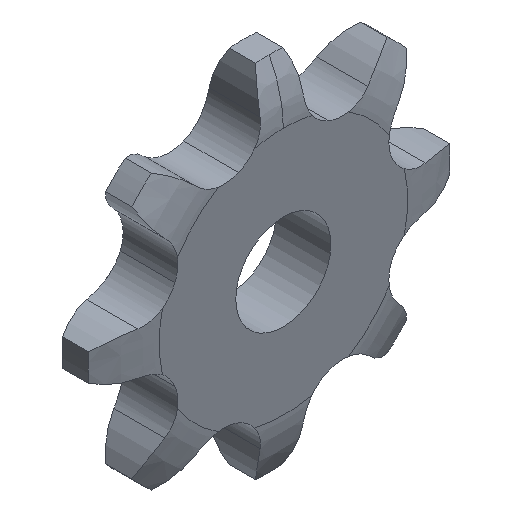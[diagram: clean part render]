
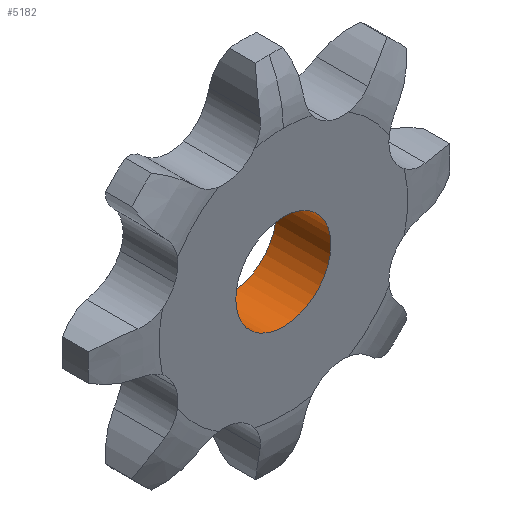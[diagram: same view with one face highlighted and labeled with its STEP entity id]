
A CAD part, isometric view. The second image highlights one B-rep face of the part: STEP entity #5182.
In plain terms, the highlighted cylindrical face has radius 2 mm (diameter 4 mm), a full revolution.
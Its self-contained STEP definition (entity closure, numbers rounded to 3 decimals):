
#45 = PLANE('',#46);
#46 = AXIS2_PLACEMENT_3D('',#47,#48,#49);
#47 = CARTESIAN_POINT('',(0.,0.,
    0.));
#48 = DIRECTION('',(0.,1.,0.));
#49 = DIRECTION('',(0.,0.,-1.));
#224 = PLANE('',#225);
#225 = AXIS2_PLACEMENT_3D('',#226,#227,#228);
#226 = CARTESIAN_POINT('',(0.,-2.3,0.));
#227 = DIRECTION('',(0.,-1.,0.));
#228 = DIRECTION('',(0.,0.,1.));
#1080 = EDGE_CURVE('',#1081,#1081,#1083,.T.);
#1081 = VERTEX_POINT('',#1082);
#1082 = CARTESIAN_POINT('',(2.,0.,0.));
#1083 = SURFACE_CURVE('',#1084,(#1089,#1100),.PCURVE_S1.);
#1084 = CIRCLE('',#1085,2.);
#1085 = AXIS2_PLACEMENT_3D('',#1086,#1087,#1088);
#1086 = CARTESIAN_POINT('',(0.,0.,0.));
#1087 = DIRECTION('',(0.,-1.,0.));
#1088 = DIRECTION('',(1.,0.,0.));
#1089 = PCURVE('',#45,#1090);
#1090 = DEFINITIONAL_REPRESENTATION('',(#1091),#1099);
#1091 = ( BOUNDED_CURVE() B_SPLINE_CURVE(2,(#1092,#1093,#1094,#1095,
#1096,#1097,#1098),.UNSPECIFIED.,.T.,.F.) B_SPLINE_CURVE_WITH_KNOTS((1,2
    ,2,2,2,1),(-2.094,0.,2.094,4.189,
6.283,8.378),.UNSPECIFIED.) CURVE() 
GEOMETRIC_REPRESENTATION_ITEM() RATIONAL_B_SPLINE_CURVE((1.,0.5,1.,0.5,
1.,0.5,1.)) REPRESENTATION_ITEM('') );
#1092 = CARTESIAN_POINT('',(0.,-2.));
#1093 = CARTESIAN_POINT('',(-3.464,-2.));
#1094 = CARTESIAN_POINT('',(-1.732,1.));
#1095 = CARTESIAN_POINT('',(0.,4.));
#1096 = CARTESIAN_POINT('',(1.732,1.));
#1097 = CARTESIAN_POINT('',(3.464,-2.));
#1098 = CARTESIAN_POINT('',(0.,-2.));
#1099 = ( GEOMETRIC_REPRESENTATION_CONTEXT(2) 
PARAMETRIC_REPRESENTATION_CONTEXT() REPRESENTATION_CONTEXT('2D SPACE',''
  ) );
#1100 = PCURVE('',#1101,#1106);
#1101 = CYLINDRICAL_SURFACE('',#1102,2.);
#1102 = AXIS2_PLACEMENT_3D('',#1103,#1104,#1105);
#1103 = CARTESIAN_POINT('',(0.,0.,0.));
#1104 = DIRECTION('',(0.,1.,0.));
#1105 = DIRECTION('',(1.,0.,0.));
#1106 = DEFINITIONAL_REPRESENTATION('',(#1107),#1111);
#1107 = LINE('',#1108,#1109);
#1108 = CARTESIAN_POINT('',(-0.,0.));
#1109 = VECTOR('',#1110,1.);
#1110 = DIRECTION('',(-1.,0.));
#1111 = ( GEOMETRIC_REPRESENTATION_CONTEXT(2) 
PARAMETRIC_REPRESENTATION_CONTEXT() REPRESENTATION_CONTEXT('2D SPACE',''
  ) );
#1897 = EDGE_CURVE('',#1898,#1898,#1900,.T.);
#1898 = VERTEX_POINT('',#1899);
#1899 = CARTESIAN_POINT('',(2.,-2.3,0.));
#1900 = SURFACE_CURVE('',#1901,(#1906,#1917),.PCURVE_S1.);
#1901 = CIRCLE('',#1902,2.);
#1902 = AXIS2_PLACEMENT_3D('',#1903,#1904,#1905);
#1903 = CARTESIAN_POINT('',(0.,-2.3,0.));
#1904 = DIRECTION('',(-0.,1.,0.));
#1905 = DIRECTION('',(1.,0.,0.));
#1906 = PCURVE('',#224,#1907);
#1907 = DEFINITIONAL_REPRESENTATION('',(#1908),#1916);
#1908 = ( BOUNDED_CURVE() B_SPLINE_CURVE(2,(#1909,#1910,#1911,#1912,
#1913,#1914,#1915),.UNSPECIFIED.,.T.,.F.) B_SPLINE_CURVE_WITH_KNOTS((1,2
    ,2,2,2,1),(-2.094,0.,2.094,4.189,
6.283,8.378),.UNSPECIFIED.) CURVE() 
GEOMETRIC_REPRESENTATION_ITEM() RATIONAL_B_SPLINE_CURVE((1.,0.5,1.,0.5,
1.,0.5,1.)) REPRESENTATION_ITEM('') );
#1909 = CARTESIAN_POINT('',(0.,-2.));
#1910 = CARTESIAN_POINT('',(-3.464,-2.));
#1911 = CARTESIAN_POINT('',(-1.732,1.));
#1912 = CARTESIAN_POINT('',(0.,4.));
#1913 = CARTESIAN_POINT('',(1.732,1.));
#1914 = CARTESIAN_POINT('',(3.464,-2.));
#1915 = CARTESIAN_POINT('',(0.,-2.));
#1916 = ( GEOMETRIC_REPRESENTATION_CONTEXT(2) 
PARAMETRIC_REPRESENTATION_CONTEXT() REPRESENTATION_CONTEXT('2D SPACE',''
  ) );
#1917 = PCURVE('',#1101,#1918);
#1918 = DEFINITIONAL_REPRESENTATION('',(#1919),#1923);
#1919 = LINE('',#1920,#1921);
#1920 = CARTESIAN_POINT('',(-6.283,-2.3));
#1921 = VECTOR('',#1922,1.);
#1922 = DIRECTION('',(1.,-0.));
#1923 = ( GEOMETRIC_REPRESENTATION_CONTEXT(2) 
PARAMETRIC_REPRESENTATION_CONTEXT() REPRESENTATION_CONTEXT('2D SPACE',''
  ) );
#5182 = ADVANCED_FACE('',(#5183),#1101,.F.);
#5183 = FACE_BOUND('',#5184,.T.);
#5184 = EDGE_LOOP('',(#5185,#5186,#5207,#5208));
#5185 = ORIENTED_EDGE('',*,*,#1080,.F.);
#5186 = ORIENTED_EDGE('',*,*,#5187,.T.);
#5187 = EDGE_CURVE('',#1081,#1898,#5188,.T.);
#5188 = SEAM_CURVE('',#5189,(#5193,#5200),.PCURVE_S1.);
#5189 = LINE('',#5190,#5191);
#5190 = CARTESIAN_POINT('',(2.,0.,0.));
#5191 = VECTOR('',#5192,1.);
#5192 = DIRECTION('',(0.,-1.,0.));
#5193 = PCURVE('',#1101,#5194);
#5194 = DEFINITIONAL_REPRESENTATION('',(#5195),#5199);
#5195 = LINE('',#5196,#5197);
#5196 = CARTESIAN_POINT('',(-6.283,0.));
#5197 = VECTOR('',#5198,1.);
#5198 = DIRECTION('',(-0.,-1.));
#5199 = ( GEOMETRIC_REPRESENTATION_CONTEXT(2) 
PARAMETRIC_REPRESENTATION_CONTEXT() REPRESENTATION_CONTEXT('2D SPACE',''
  ) );
#5200 = PCURVE('',#1101,#5201);
#5201 = DEFINITIONAL_REPRESENTATION('',(#5202),#5206);
#5202 = LINE('',#5203,#5204);
#5203 = CARTESIAN_POINT('',(-0.,0.));
#5204 = VECTOR('',#5205,1.);
#5205 = DIRECTION('',(-0.,-1.));
#5206 = ( GEOMETRIC_REPRESENTATION_CONTEXT(2) 
PARAMETRIC_REPRESENTATION_CONTEXT() REPRESENTATION_CONTEXT('2D SPACE',''
  ) );
#5207 = ORIENTED_EDGE('',*,*,#1897,.F.);
#5208 = ORIENTED_EDGE('',*,*,#5187,.F.);
